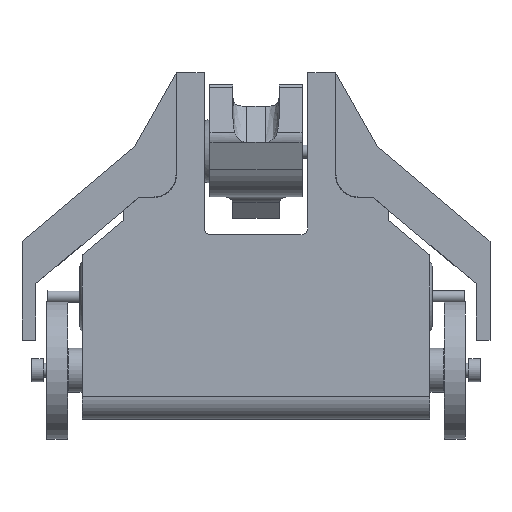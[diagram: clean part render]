
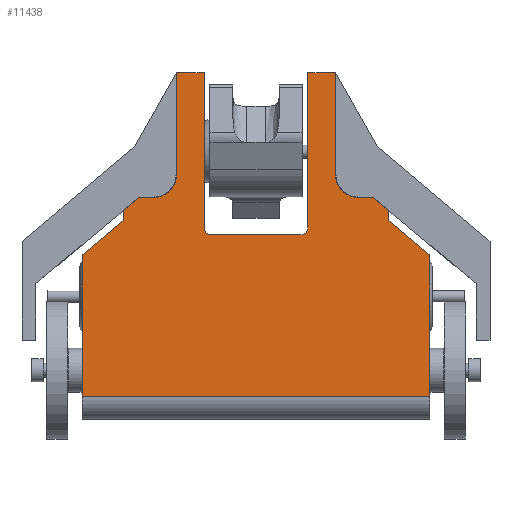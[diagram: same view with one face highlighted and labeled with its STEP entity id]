
A CAD part, front view. The second image highlights one B-rep face of the part: STEP entity #11438.
In plain terms, the highlighted planar face has unit normal (0, -1, 0).
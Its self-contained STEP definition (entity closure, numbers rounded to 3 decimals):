
#800=PLANE('',#12827);
#1391=FACE_OUTER_BOUND('',#2183,.T.);
#2183=EDGE_LOOP('',(#9987,#9988,#9989,#9990,#9991,#9992,#9993,#9994,#9995,
#9996,#9997,#9998,#9999,#10000,#10001,#10002,#10003,#10004,#10005,#10006,
#10007,#10008,#10009,#10010));
#2676=LINE('',#18676,#3538);
#2688=LINE('',#18725,#3550);
#2695=LINE('',#18742,#3557);
#2709=LINE('',#18771,#3571);
#2731=LINE('',#18917,#3593);
#2775=LINE('',#19052,#3637);
#2792=LINE('',#19134,#3654);
#2804=LINE('',#19242,#3666);
#2814=LINE('',#19279,#3676);
#2926=LINE('',#19786,#3788);
#2944=LINE('',#19828,#3806);
#2945=LINE('',#19834,#3807);
#2970=LINE('',#19894,#3832);
#2986=LINE('',#19942,#3848);
#2997=LINE('',#19973,#3859);
#2998=LINE('',#19975,#3860);
#2999=LINE('',#19977,#3861);
#3000=LINE('',#19981,#3862);
#3001=LINE('',#19983,#3863);
#3002=LINE('',#19984,#3864);
#3538=VECTOR('',#14854,10.);
#3550=VECTOR('',#14894,10.);
#3557=VECTOR('',#14907,10.);
#3571=VECTOR('',#14927,10.);
#3593=VECTOR('',#15031,10.);
#3637=VECTOR('',#15147,10.);
#3654=VECTOR('',#15214,10.);
#3666=VECTOR('',#15276,10.);
#3676=VECTOR('',#15324,10.);
#3788=VECTOR('',#15732,10.);
#3806=VECTOR('',#15762,10.);
#3807=VECTOR('',#15769,10.);
#3832=VECTOR('',#15856,10.);
#3848=VECTOR('',#15922,10.);
#3859=VECTOR('',#15953,10.);
#3860=VECTOR('',#15954,10.);
#3861=VECTOR('',#15955,10.);
#3862=VECTOR('',#15958,10.);
#3863=VECTOR('',#15959,10.);
#3864=VECTOR('',#15960,10.);
#4490=CIRCLE('',#12540,3.);
#4493=CIRCLE('',#12548,3.);
#4579=CIRCLE('',#12732,10.);
#4608=CIRCLE('',#12828,10.);
#5185=VERTEX_POINT('',#18673);
#5186=VERTEX_POINT('',#18675);
#5208=VERTEX_POINT('',#18723);
#5209=VERTEX_POINT('',#18724);
#5215=VERTEX_POINT('',#18740);
#5216=VERTEX_POINT('',#18741);
#5228=VERTEX_POINT('',#18769);
#5269=VERTEX_POINT('',#18916);
#5309=VERTEX_POINT('',#19050);
#5310=VERTEX_POINT('',#19051);
#5311=VERTEX_POINT('',#19056);
#5314=VERTEX_POINT('',#19061);
#5324=VERTEX_POINT('',#19088);
#5325=VERTEX_POINT('',#19090);
#5355=VERTEX_POINT('',#19278);
#5468=VERTEX_POINT('',#19697);
#5488=VERTEX_POINT('',#19784);
#5506=VERTEX_POINT('',#19825);
#5529=VERTEX_POINT('',#19972);
#5530=VERTEX_POINT('',#19974);
#5531=VERTEX_POINT('',#19976);
#5532=VERTEX_POINT('',#19978);
#5533=VERTEX_POINT('',#19980);
#5534=VERTEX_POINT('',#19982);
#6527=EDGE_CURVE('',#5186,#5185,#2676,.T.);
#6551=EDGE_CURVE('',#5208,#5209,#2688,.T.);
#6559=EDGE_CURVE('',#5215,#5216,#2695,.T.);
#6574=EDGE_CURVE('',#5216,#5228,#2709,.T.);
#6626=EDGE_CURVE('',#5209,#5269,#2731,.T.);
#6688=EDGE_CURVE('',#5309,#5310,#2775,.T.);
#6694=EDGE_CURVE('',#5311,#5314,#4490,.T.);
#6707=EDGE_CURVE('',#5324,#5325,#4493,.T.);
#6723=EDGE_CURVE('',#5314,#5325,#2792,.T.);
#6748=EDGE_CURVE('',#5208,#5310,#2804,.T.);
#6765=EDGE_CURVE('',#5269,#5355,#2814,.T.);
#6938=EDGE_CURVE('',#5468,#5185,#4579,.T.);
#6965=EDGE_CURVE('',#5324,#5488,#2926,.T.);
#6986=EDGE_CURVE('',#5506,#5355,#2944,.T.);
#6989=EDGE_CURVE('',#5468,#5506,#2945,.T.);
#7018=EDGE_CURVE('',#5186,#5488,#2970,.T.);
#7041=EDGE_CURVE('',#5215,#5309,#2986,.T.);
#7056=EDGE_CURVE('',#5529,#5228,#2997,.T.);
#7057=EDGE_CURVE('',#5529,#5530,#2998,.T.);
#7058=EDGE_CURVE('',#5531,#5530,#2999,.T.);
#7059=EDGE_CURVE('',#5531,#5532,#4608,.T.);
#7060=EDGE_CURVE('',#5533,#5532,#3000,.T.);
#7061=EDGE_CURVE('',#5533,#5534,#3001,.T.);
#7062=EDGE_CURVE('',#5534,#5311,#3002,.T.);
#9987=ORIENTED_EDGE('',*,*,#7056,.F.);
#9988=ORIENTED_EDGE('',*,*,#7057,.T.);
#9989=ORIENTED_EDGE('',*,*,#7058,.F.);
#9990=ORIENTED_EDGE('',*,*,#7059,.T.);
#9991=ORIENTED_EDGE('',*,*,#7060,.F.);
#9992=ORIENTED_EDGE('',*,*,#7061,.T.);
#9993=ORIENTED_EDGE('',*,*,#7062,.T.);
#9994=ORIENTED_EDGE('',*,*,#6694,.T.);
#9995=ORIENTED_EDGE('',*,*,#6723,.T.);
#9996=ORIENTED_EDGE('',*,*,#6707,.F.);
#9997=ORIENTED_EDGE('',*,*,#6965,.T.);
#9998=ORIENTED_EDGE('',*,*,#7018,.F.);
#9999=ORIENTED_EDGE('',*,*,#6527,.T.);
#10000=ORIENTED_EDGE('',*,*,#6938,.F.);
#10001=ORIENTED_EDGE('',*,*,#6989,.T.);
#10002=ORIENTED_EDGE('',*,*,#6986,.T.);
#10003=ORIENTED_EDGE('',*,*,#6765,.F.);
#10004=ORIENTED_EDGE('',*,*,#6626,.F.);
#10005=ORIENTED_EDGE('',*,*,#6551,.F.);
#10006=ORIENTED_EDGE('',*,*,#6748,.T.);
#10007=ORIENTED_EDGE('',*,*,#6688,.F.);
#10008=ORIENTED_EDGE('',*,*,#7041,.F.);
#10009=ORIENTED_EDGE('',*,*,#6559,.T.);
#10010=ORIENTED_EDGE('',*,*,#6574,.T.);
#11438=ADVANCED_FACE('',(#1391),#800,.T.);
#12540=AXIS2_PLACEMENT_3D('',#19063,#15158,#15159);
#12548=AXIS2_PLACEMENT_3D('',#19091,#15183,#15184);
#12732=AXIS2_PLACEMENT_3D('',#19699,#15678,#15679);
#12827=AXIS2_PLACEMENT_3D('',#19971,#15951,#15952);
#12828=AXIS2_PLACEMENT_3D('',#19979,#15956,#15957);
#14854=DIRECTION('',(0.,0.,-1.));
#14894=DIRECTION('',(0.766,0.,0.642));
#14907=DIRECTION('',(-0.766,0.,0.642));
#14927=DIRECTION('',(0.,0.,1.));
#15031=DIRECTION('',(0.,0.,1.));
#15147=DIRECTION('',(-1.,0.,0.));
#15158=DIRECTION('center_axis',(0.,1.,0.));
#15159=DIRECTION('ref_axis',(0.707,0.,-0.707));
#15183=DIRECTION('center_axis',(0.,-1.,0.));
#15184=DIRECTION('ref_axis',(-0.707,0.,-0.707));
#15214=DIRECTION('',(-1.,0.,0.));
#15276=DIRECTION('',(0.,0.,-1.));
#15324=DIRECTION('',(-1.,0.,0.));
#15678=DIRECTION('center_axis',(0.,-1.,0.));
#15679=DIRECTION('ref_axis',(0.707,0.,-0.707));
#15732=DIRECTION('',(0.,0.,1.));
#15762=DIRECTION('',(-0.766,0.,-0.642));
#15769=DIRECTION('',(-1.,0.,0.));
#15856=DIRECTION('',(1.,0.,0.));
#15922=DIRECTION('',(0.,0.,-1.));
#15951=DIRECTION('center_axis',(0.,-1.,0.));
#15952=DIRECTION('ref_axis',(0.,0.,-1.));
#15953=DIRECTION('',(-1.,0.,0.));
#15954=DIRECTION('',(-0.766,0.,0.642));
#15955=DIRECTION('',(1.,0.,0.));
#15956=DIRECTION('center_axis',(0.,1.,0.));
#15957=DIRECTION('ref_axis',(-0.707,0.,-0.707));
#15958=DIRECTION('',(0.,0.,-1.));
#15959=DIRECTION('',(-1.,0.,0.));
#15960=DIRECTION('',(0.,0.,-1.));
#18673=CARTESIAN_POINT('',(-34.5,-2.,40.475));
#18675=CARTESIAN_POINT('',(-34.5,-2.,84.562));
#18676=CARTESIAN_POINT('',(-34.5,-2.,84.562));
#18723=CARTESIAN_POINT('',(-75.5,-2.,5.526));
#18724=CARTESIAN_POINT('',(-57.5,-2.,20.614));
#18725=CARTESIAN_POINT('',(-75.5,-2.,5.526));
#18740=CARTESIAN_POINT('',(75.5,-2.,5.526));
#18741=CARTESIAN_POINT('',(57.5,-2.,20.614));
#18742=CARTESIAN_POINT('',(75.5,-2.,5.526));
#18769=CARTESIAN_POINT('',(57.5,-2.,24.475));
#18771=CARTESIAN_POINT('',(57.5,-2.,-2.153));
#18916=CARTESIAN_POINT('',(-57.5,-2.,24.475));
#18917=CARTESIAN_POINT('',(-57.5,-2.,0.277));
#19050=CARTESIAN_POINT('',(75.5,-2.,-55.781));
#19051=CARTESIAN_POINT('',(-75.5,-2.,-55.781));
#19052=CARTESIAN_POINT('',(2.75,-2.,-55.781));
#19056=CARTESIAN_POINT('',(22.5,-2.,17.277));
#19061=CARTESIAN_POINT('',(19.5,-2.,14.277));
#19063=CARTESIAN_POINT('Origin',(19.5,-2.,17.277));
#19088=CARTESIAN_POINT('',(-22.5,-2.,17.277));
#19090=CARTESIAN_POINT('',(-19.5,-2.,14.277));
#19091=CARTESIAN_POINT('Origin',(-19.5,-2.,17.277));
#19134=CARTESIAN_POINT('',(-11.25,-2.,14.277));
#19242=CARTESIAN_POINT('',(-75.5,-2.,-60.781));
#19278=CARTESIAN_POINT('',(-58.097,-2.,24.475));
#19279=CARTESIAN_POINT('',(0.,-2.,24.475));
#19697=CARTESIAN_POINT('',(-44.5,-2.,30.475));
#19699=CARTESIAN_POINT('Origin',(-44.5,-2.,40.475));
#19784=CARTESIAN_POINT('',(-22.5,-2.,84.562));
#19786=CARTESIAN_POINT('',(-22.5,-2.,3.847));
#19825=CARTESIAN_POINT('',(-50.939,-2.,30.475));
#19828=CARTESIAN_POINT('',(-47.492,-2.,33.364));
#19834=CARTESIAN_POINT('',(-27.75,-2.,30.475));
#19894=CARTESIAN_POINT('',(-34.5,-2.,84.562));
#19942=CARTESIAN_POINT('',(75.5,-2.,-56.281));
#19971=CARTESIAN_POINT('Origin',(0.,-2.,-16.781));
#19972=CARTESIAN_POINT('',(58.097,-2.,24.475));
#19973=CARTESIAN_POINT('',(0.,-2.,24.475));
#19974=CARTESIAN_POINT('',(50.939,-2.,30.475));
#19975=CARTESIAN_POINT('',(47.492,-2.,33.364));
#19976=CARTESIAN_POINT('',(44.5,-2.,30.475));
#19977=CARTESIAN_POINT('',(50.5,-2.,30.475));
#19978=CARTESIAN_POINT('',(34.5,-2.,40.475));
#19979=CARTESIAN_POINT('Origin',(44.5,-2.,40.475));
#19980=CARTESIAN_POINT('',(34.5,-2.,84.562));
#19981=CARTESIAN_POINT('',(34.5,-2.,84.562));
#19982=CARTESIAN_POINT('',(22.5,-2.,84.562));
#19983=CARTESIAN_POINT('',(34.5,-2.,84.562));
#19984=CARTESIAN_POINT('',(22.5,-2.,3.847));
